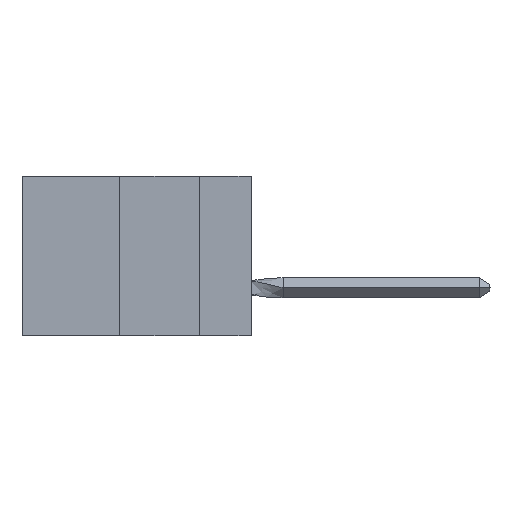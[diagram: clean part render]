
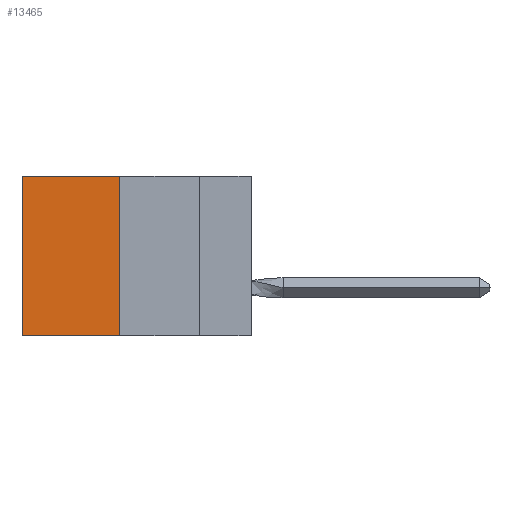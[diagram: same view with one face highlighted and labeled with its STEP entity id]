
A CAD part, left-side view. The second image highlights one B-rep face of the part: STEP entity #13465.
In plain terms, the highlighted planar face has unit normal (-1, 0, 0).
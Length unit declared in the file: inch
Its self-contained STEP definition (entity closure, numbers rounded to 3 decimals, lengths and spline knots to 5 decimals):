
#788 = DIRECTION ( 'NONE',  ( 0., 0., -1. ) ) ;
#3045 = CARTESIAN_POINT ( 'NONE',  ( 0.305, 0.413, -0.5 ) ) ;
#3327 = EDGE_CURVE ( 'NONE', #7338, #19747, #29979, .T. ) ;
#3330 = CARTESIAN_POINT ( 'NONE',  ( 0.305, 0.413, -0.5 ) ) ;
#3498 = ORIENTED_EDGE ( 'NONE', *, *, #20990, .F. ) ;
#4040 = EDGE_CURVE ( 'NONE', #7338, #14029, #16752, .T. ) ;
#4730 = LINE ( 'NONE', #16922, #30356 ) ;
#5806 = VECTOR ( 'NONE', #27406, 39.37008 ) ;
#6387 = VERTEX_POINT ( 'NONE', #24112 ) ;
#6538 = CARTESIAN_POINT ( 'NONE',  ( 0.305, 0.413, 0. ) ) ;
#7338 = VERTEX_POINT ( 'NONE', #23813 ) ;
#8148 = FACE_OUTER_BOUND ( 'NONE', #15110, .T. ) ;
#9354 = ORIENTED_EDGE ( 'NONE', *, *, #25370, .T. ) ;
#13465 = ADVANCED_FACE ( 'NONE', ( #8148 ), #21838, .F. ) ;
#14029 = VERTEX_POINT ( 'NONE', #23947 ) ;
#14462 = AXIS2_PLACEMENT_3D ( 'NONE', #3045, #26557, #788 ) ;
#15110 = EDGE_LOOP ( 'NONE', ( #9354, #3498, #18486, #21362 ) ) ;
#16752 = LINE ( 'NONE', #6538, #5806 ) ;
#16922 = CARTESIAN_POINT ( 'NONE',  ( 0.305, 0.72, -0.5 ) ) ;
#17239 = DIRECTION ( 'NONE',  ( 0., 1., 0. ) ) ;
#17342 = VECTOR ( 'NONE', #17239, 39.37008 ) ;
#17422 = DIRECTION ( 'NONE',  ( 0., 0., -1. ) ) ;
#17517 = CARTESIAN_POINT ( 'NONE',  ( 0.305, 0.413, -0.5 ) ) ;
#18486 = ORIENTED_EDGE ( 'NONE', *, *, #3327, .F. ) ;
#19747 = VERTEX_POINT ( 'NONE', #24948 ) ;
#19888 = DIRECTION ( 'NONE',  ( 0., 0., -1. ) ) ;
#20990 = EDGE_CURVE ( 'NONE', #19747, #6387, #30139, .T. ) ;
#21362 = ORIENTED_EDGE ( 'NONE', *, *, #4040, .T. ) ;
#21838 = PLANE ( 'NONE',  #14462 ) ;
#23729 = VECTOR ( 'NONE', #17422, 39.37008 ) ;
#23813 = CARTESIAN_POINT ( 'NONE',  ( 0.305, 0.413, 0. ) ) ;
#23947 = CARTESIAN_POINT ( 'NONE',  ( 0.305, 0.72, 0. ) ) ;
#24112 = CARTESIAN_POINT ( 'NONE',  ( 0.305, 0.72, -0.5 ) ) ;
#24948 = CARTESIAN_POINT ( 'NONE',  ( 0.305, 0.413, -0.5 ) ) ;
#25370 = EDGE_CURVE ( 'NONE', #14029, #6387, #4730, .T. ) ;
#26557 = DIRECTION ( 'NONE',  ( 1., 0., 0. ) ) ;
#27406 = DIRECTION ( 'NONE',  ( 0., 1., 0. ) ) ;
#29979 = LINE ( 'NONE', #17517, #23729 ) ;
#30139 = LINE ( 'NONE', #3330, #17342 ) ;
#30356 = VECTOR ( 'NONE', #19888, 39.37008 ) ;
